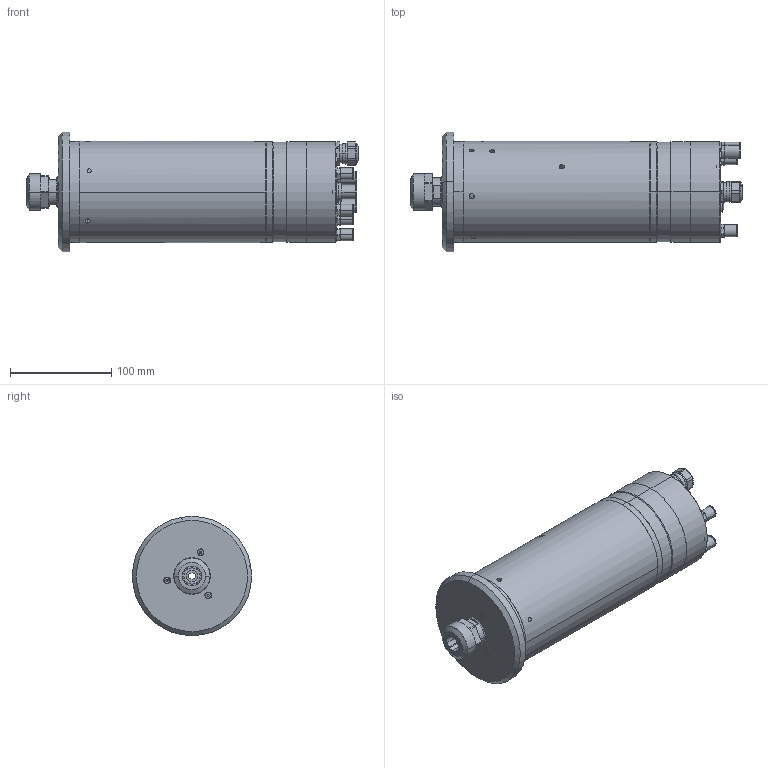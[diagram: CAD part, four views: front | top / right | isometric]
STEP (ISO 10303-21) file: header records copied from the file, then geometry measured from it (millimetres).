
FILE_DESCRIPTION (( 'STEP AP203' ), '1' );
FILE_NAME ('100S45S-01-.STEP', '2016-02-19T14:46:32', ( '' ), ( '' ), 'SwSTEP 2.0', 'SolidWorks 2014', '' );
FILE_SCHEMA (( 'CONFIG_CONTROL_DESIGN' ));
Length unit declared in the file: millimetre
Products named in the file (1): 100S45S-01-
Bounding box: 328.53 x 118 x 118 mm (x, y, z)
Surface area: 152236.9 mm2 (no closed solid volume)
Topology: 0 solids, 46 shells, 435 faces, 1551 edges, 1146 vertices
Faces by surface type: cylinder 204, plane 163, cone 47, torus 18, sphere 2, bspline 1
Entity records: 18499 total; most frequent: CARTESIAN_POINT 4824, DIRECTION 3061, ORIENTED_EDGE 2334, EDGE_CURVE 1539, AXIS2_PLACEMENT_3D 1195, VERTEX_POINT 1146, CIRCLE 760, LINE 671
